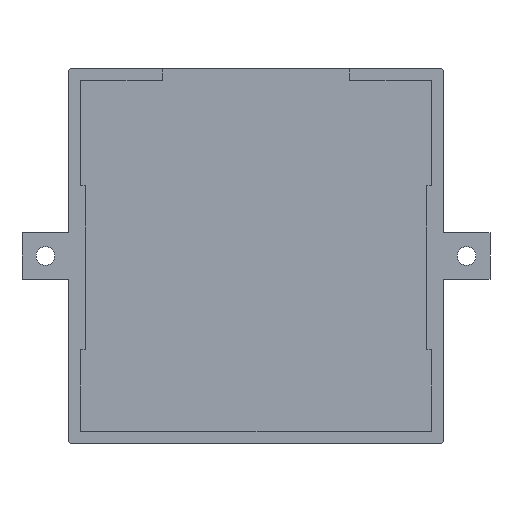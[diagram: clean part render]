
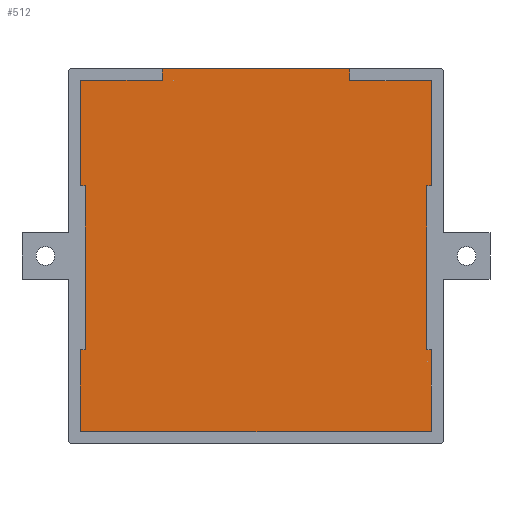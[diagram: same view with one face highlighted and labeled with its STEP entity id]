
A CAD part, front view. The second image highlights one B-rep face of the part: STEP entity #512.
In plain terms, the highlighted planar face has unit normal (0, -1, 0).
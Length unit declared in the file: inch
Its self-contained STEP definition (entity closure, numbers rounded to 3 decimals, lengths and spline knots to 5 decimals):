
#40 = VECTOR ( 'NONE', #1217, 39.37008 ) ;
#53 = LINE ( 'NONE', #1567, #1955 ) ;
#74 = VECTOR ( 'NONE', #1517, 39.37008 ) ;
#84 = CARTESIAN_POINT ( 'NONE',  ( 0.15748, -0.09843, 0.29528 ) ) ;
#150 = DIRECTION ( 'NONE',  ( -1., 0., 0. ) ) ;
#178 = VECTOR ( 'NONE', #2084, 39.37008 ) ;
#184 = CARTESIAN_POINT ( 'NONE',  ( 0.29528, -0.09843, -0.29528 ) ) ;
#221 = ORIENTED_EDGE ( 'NONE', *, *, #2191, .T. ) ;
#246 = VECTOR ( 'NONE', #1867, 39.37008 ) ;
#253 = CARTESIAN_POINT ( 'NONE',  ( -0.15748, -0.09843, 0.29528 ) ) ;
#256 = EDGE_CURVE ( 'NONE', #1040, #1320, #2790, .T. ) ;
#261 = LINE ( 'NONE', #521, #74 ) ;
#297 = CARTESIAN_POINT ( 'NONE',  ( 0.29528, -0.09843, 0.11811 ) ) ;
#311 = EDGE_CURVE ( 'NONE', #2436, #2729, #261, .T. ) ;
#323 = CARTESIAN_POINT ( 'NONE',  ( -0.2874, -0.09843, 0.11811 ) ) ;
#342 = LINE ( 'NONE', #84, #2064 ) ;
#414 = CARTESIAN_POINT ( 'NONE',  ( -0.2874, -0.09843, 0.11811 ) ) ;
#444 = DIRECTION ( 'NONE',  ( 0., 0., -1. ) ) ;
#448 = EDGE_CURVE ( 'NONE', #1145, #2750, #2045, .T. ) ;
#457 = CARTESIAN_POINT ( 'NONE',  ( -0.29528, -0.09843, 0.29528 ) ) ;
#512 = ADVANCED_FACE ( 'NONE', ( #2394 ), #1628, .F. ) ;
#521 = CARTESIAN_POINT ( 'NONE',  ( -0.29528, -0.09843, -0.29528 ) ) ;
#541 = DIRECTION ( 'NONE',  ( 0., 0., 1. ) ) ;
#549 = VECTOR ( 'NONE', #2465, 39.37008 ) ;
#573 = ORIENTED_EDGE ( 'NONE', *, *, #256, .T. ) ;
#606 = EDGE_CURVE ( 'NONE', #632, #1040, #3152, .T. ) ;
#630 = ORIENTED_EDGE ( 'NONE', *, *, #311, .T. ) ;
#632 = VERTEX_POINT ( 'NONE', #457 ) ;
#633 = LINE ( 'NONE', #2611, #246 ) ;
#639 = CARTESIAN_POINT ( 'NONE',  ( -0.29528, -0.09843, -0.15748 ) ) ;
#666 = VERTEX_POINT ( 'NONE', #1696 ) ;
#669 = EDGE_CURVE ( 'NONE', #2385, #1522, #2677, .T. ) ;
#675 = LINE ( 'NONE', #414, #3222 ) ;
#725 = CARTESIAN_POINT ( 'NONE',  ( -0.15748, -0.09843, 0.31496 ) ) ;
#763 = LINE ( 'NONE', #981, #1133 ) ;
#813 = AXIS2_PLACEMENT_3D ( 'NONE', #2853, #1663, #1428 ) ;
#819 = EDGE_CURVE ( 'NONE', #1256, #2172, #3142, .T. ) ;
#847 = LINE ( 'NONE', #1361, #178 ) ;
#854 = ORIENTED_EDGE ( 'NONE', *, *, #819, .T. ) ;
#880 = ORIENTED_EDGE ( 'NONE', *, *, #1106, .T. ) ;
#919 = VECTOR ( 'NONE', #150, 39.37008 ) ;
#970 = ORIENTED_EDGE ( 'NONE', *, *, #1212, .T. ) ;
#981 = CARTESIAN_POINT ( 'NONE',  ( 0.2874, -0.09843, -0.15748 ) ) ;
#1006 = DIRECTION ( 'NONE',  ( -1., 0., 0. ) ) ;
#1007 = ORIENTED_EDGE ( 'NONE', *, *, #669, .T. ) ;
#1040 = VERTEX_POINT ( 'NONE', #3209 ) ;
#1044 = ORIENTED_EDGE ( 'NONE', *, *, #1387, .T. ) ;
#1072 = VECTOR ( 'NONE', #1504, 39.37008 ) ;
#1076 = CARTESIAN_POINT ( 'NONE',  ( 0.29528, -0.09843, 0.29528 ) ) ;
#1078 = ORIENTED_EDGE ( 'NONE', *, *, #1952, .T. ) ;
#1106 = EDGE_CURVE ( 'NONE', #666, #3061, #342, .T. ) ;
#1129 = EDGE_CURVE ( 'NONE', #2172, #2436, #847, .T. ) ;
#1133 = VECTOR ( 'NONE', #2756, 39.37008 ) ;
#1145 = VERTEX_POINT ( 'NONE', #2111 ) ;
#1173 = VECTOR ( 'NONE', #3217, 39.37008 ) ;
#1212 = EDGE_CURVE ( 'NONE', #3061, #2385, #1249, .T. ) ;
#1216 = CARTESIAN_POINT ( 'NONE',  ( -0.2874, -0.09843, -0.15748 ) ) ;
#1217 = DIRECTION ( 'NONE',  ( -1., 0., 0. ) ) ;
#1249 = LINE ( 'NONE', #725, #2280 ) ;
#1251 = DIRECTION ( 'NONE',  ( -1., 0., 0. ) ) ;
#1256 = VERTEX_POINT ( 'NONE', #1216 ) ;
#1299 = DIRECTION ( 'NONE',  ( 1., 0., 0. ) ) ;
#1320 = VERTEX_POINT ( 'NONE', #2198 ) ;
#1361 = CARTESIAN_POINT ( 'NONE',  ( -0.29528, -0.09843, -0.15748 ) ) ;
#1387 = EDGE_CURVE ( 'NONE', #2729, #2625, #53, .T. ) ;
#1428 = DIRECTION ( 'NONE',  ( 0., 0., 1. ) ) ;
#1504 = DIRECTION ( 'NONE',  ( 1., 0., 0. ) ) ;
#1516 = LINE ( 'NONE', #1772, #1959 ) ;
#1517 = DIRECTION ( 'NONE',  ( 1., 0., 0. ) ) ;
#1521 = LINE ( 'NONE', #253, #2904 ) ;
#1522 = VERTEX_POINT ( 'NONE', #3099 ) ;
#1533 = EDGE_CURVE ( 'NONE', #2750, #2808, #633, .T. ) ;
#1567 = CARTESIAN_POINT ( 'NONE',  ( 0.29528, -0.09843, -0.29528 ) ) ;
#1628 = PLANE ( 'NONE',  #813 ) ;
#1663 = DIRECTION ( 'NONE',  ( 0., 1., 0. ) ) ;
#1665 = CARTESIAN_POINT ( 'NONE',  ( 0.29528, -0.09843, 0.29528 ) ) ;
#1696 = CARTESIAN_POINT ( 'NONE',  ( 0.15748, -0.09843, 0.29528 ) ) ;
#1772 = CARTESIAN_POINT ( 'NONE',  ( 0.2874, -0.09843, -0.15748 ) ) ;
#1867 = DIRECTION ( 'NONE',  ( 0., 0., 1. ) ) ;
#1902 = LINE ( 'NONE', #1665, #40 ) ;
#1935 = EDGE_CURVE ( 'NONE', #2625, #2393, #763, .T. ) ;
#1952 = EDGE_CURVE ( 'NONE', #2393, #1145, #1516, .T. ) ;
#1955 = VECTOR ( 'NONE', #541, 39.37008 ) ;
#1959 = VECTOR ( 'NONE', #2271, 39.37008 ) ;
#2007 = EDGE_LOOP ( 'NONE', ( #1007, #2314, #2168, #573, #221, #854, #2992, #630, #1044, #2444, #1078, #2948, #3113, #2173, #880, #970 ) ) ;
#2040 = CARTESIAN_POINT ( 'NONE',  ( -0.29528, -0.09843, -0.29528 ) ) ;
#2045 = LINE ( 'NONE', #297, #2789 ) ;
#2055 = CARTESIAN_POINT ( 'NONE',  ( -0.15748, -0.09843, 0.31496 ) ) ;
#2064 = VECTOR ( 'NONE', #2825, 39.37008 ) ;
#2084 = DIRECTION ( 'NONE',  ( 0., 0., -1. ) ) ;
#2111 = CARTESIAN_POINT ( 'NONE',  ( 0.2874, -0.09843, 0.11811 ) ) ;
#2126 = EDGE_CURVE ( 'NONE', #2808, #666, #1902, .T. ) ;
#2157 = CARTESIAN_POINT ( 'NONE',  ( -0.29528, -0.09843, 0.29528 ) ) ;
#2168 = ORIENTED_EDGE ( 'NONE', *, *, #606, .T. ) ;
#2172 = VERTEX_POINT ( 'NONE', #2652 ) ;
#2173 = ORIENTED_EDGE ( 'NONE', *, *, #2126, .T. ) ;
#2191 = EDGE_CURVE ( 'NONE', #1320, #1256, #675, .T. ) ;
#2198 = CARTESIAN_POINT ( 'NONE',  ( -0.2874, -0.09843, 0.11811 ) ) ;
#2230 = CARTESIAN_POINT ( 'NONE',  ( -0.15748, -0.09843, 0.31496 ) ) ;
#2271 = DIRECTION ( 'NONE',  ( 0., 0., 1. ) ) ;
#2280 = VECTOR ( 'NONE', #1006, 39.37008 ) ;
#2314 = ORIENTED_EDGE ( 'NONE', *, *, #2320, .T. ) ;
#2316 = CARTESIAN_POINT ( 'NONE',  ( 0.15748, -0.09843, 0.31496 ) ) ;
#2320 = EDGE_CURVE ( 'NONE', #1522, #632, #1521, .T. ) ;
#2385 = VERTEX_POINT ( 'NONE', #2055 ) ;
#2393 = VERTEX_POINT ( 'NONE', #3020 ) ;
#2394 = FACE_OUTER_BOUND ( 'NONE', #2007, .T. ) ;
#2436 = VERTEX_POINT ( 'NONE', #2040 ) ;
#2444 = ORIENTED_EDGE ( 'NONE', *, *, #1935, .T. ) ;
#2465 = DIRECTION ( 'NONE',  ( 0., 0., -1. ) ) ;
#2611 = CARTESIAN_POINT ( 'NONE',  ( 0.29528, -0.09843, 0.11811 ) ) ;
#2625 = VERTEX_POINT ( 'NONE', #3179 ) ;
#2652 = CARTESIAN_POINT ( 'NONE',  ( -0.29528, -0.09843, -0.15748 ) ) ;
#2677 = LINE ( 'NONE', #2230, #549 ) ;
#2729 = VERTEX_POINT ( 'NONE', #184 ) ;
#2750 = VERTEX_POINT ( 'NONE', #3192 ) ;
#2756 = DIRECTION ( 'NONE',  ( -1., 0., 0. ) ) ;
#2789 = VECTOR ( 'NONE', #1299, 39.37008 ) ;
#2790 = LINE ( 'NONE', #323, #1072 ) ;
#2808 = VERTEX_POINT ( 'NONE', #1076 ) ;
#2825 = DIRECTION ( 'NONE',  ( 0., 0., 1. ) ) ;
#2853 = CARTESIAN_POINT ( 'NONE',  ( 0., -0.09843, 0. ) ) ;
#2904 = VECTOR ( 'NONE', #1251, 39.37008 ) ;
#2948 = ORIENTED_EDGE ( 'NONE', *, *, #448, .T. ) ;
#2992 = ORIENTED_EDGE ( 'NONE', *, *, #1129, .T. ) ;
#3020 = CARTESIAN_POINT ( 'NONE',  ( 0.2874, -0.09843, -0.15748 ) ) ;
#3061 = VERTEX_POINT ( 'NONE', #2316 ) ;
#3099 = CARTESIAN_POINT ( 'NONE',  ( -0.15748, -0.09843, 0.29528 ) ) ;
#3113 = ORIENTED_EDGE ( 'NONE', *, *, #1533, .T. ) ;
#3142 = LINE ( 'NONE', #639, #919 ) ;
#3152 = LINE ( 'NONE', #2157, #1173 ) ;
#3179 = CARTESIAN_POINT ( 'NONE',  ( 0.29528, -0.09843, -0.15748 ) ) ;
#3192 = CARTESIAN_POINT ( 'NONE',  ( 0.29528, -0.09843, 0.11811 ) ) ;
#3209 = CARTESIAN_POINT ( 'NONE',  ( -0.29528, -0.09843, 0.11811 ) ) ;
#3217 = DIRECTION ( 'NONE',  ( 0., 0., -1. ) ) ;
#3222 = VECTOR ( 'NONE', #444, 39.37008 ) ;
